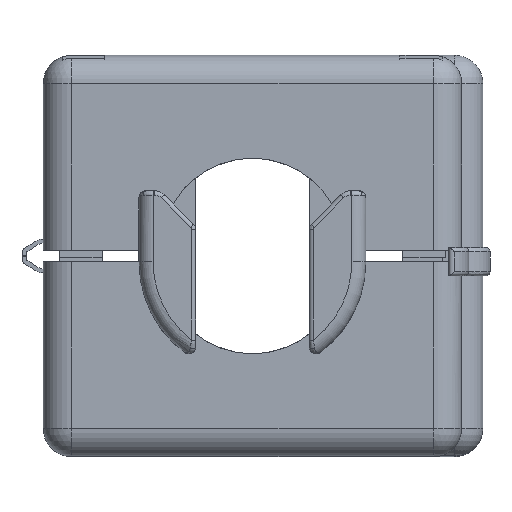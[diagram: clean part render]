
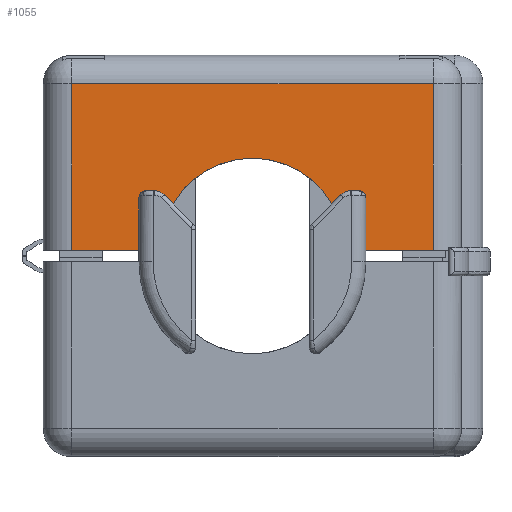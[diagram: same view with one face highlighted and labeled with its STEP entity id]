
A CAD part, left-side view. The second image highlights one B-rep face of the part: STEP entity #1055.
In plain terms, the highlighted face is planar.
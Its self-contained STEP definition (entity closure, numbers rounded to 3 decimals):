
#1055 = ADVANCED_FACE( '', ( #2853 ), #2854, .T. );
#2853 = FACE_OUTER_BOUND( '', #5364, .T. );
#2854 = PLANE( '', #5365 );
#5364 = EDGE_LOOP( '', ( #12791, #12792, #12793, #12794, #12795, #12796 ) );
#5365 = AXIS2_PLACEMENT_3D( '', #12797, #12798, #12799 );
#12791 = ORIENTED_EDGE( '', *, *, #15133, .F. );
#12792 = ORIENTED_EDGE( '', *, *, #15749, .F. );
#12793 = ORIENTED_EDGE( '', *, *, #15780, .F. );
#12794 = ORIENTED_EDGE( '', *, *, #15767, .T. );
#12795 = ORIENTED_EDGE( '', *, *, #15176, .T. );
#12796 = ORIENTED_EDGE( '', *, *, #15771, .T. );
#12797 = CARTESIAN_POINT( '', ( 15.5, -14.75, -13.75 ) );
#12798 = DIRECTION( '', ( 1., 0., 0. ) );
#12799 = DIRECTION( '', ( 0., 1., 0. ) );
#15133 = EDGE_CURVE( '', #18743, #18745, #18746, .T. );
#15176 = EDGE_CURVE( '', #18815, #18813, #18816, .T. );
#15749 = EDGE_CURVE( '', #19679, #18743, #19681, .T. );
#15767 = EDGE_CURVE( '', #19701, #18815, #19704, .F. );
#15771 = EDGE_CURVE( '', #18813, #18745, #19708, .T. );
#15780 = EDGE_CURVE( '', #19701, #19679, #19719, .T. );
#18743 = VERTEX_POINT( '', #26090 );
#18745 = VERTEX_POINT( '', #26093 );
#18746 = LINE( '', #26094, #26095 );
#18813 = VERTEX_POINT( '', #26194 );
#18815 = VERTEX_POINT( '', #26196 );
#18816 = LINE( '', #26197, #26198 );
#19679 = VERTEX_POINT( '', #27922 );
#19681 = CIRCLE( '', #27925, 6.5 );
#19701 = VERTEX_POINT( '', #27958 );
#19704 = LINE( '', #27961, #27962 );
#19708 = LINE( '', #27966, #27967 );
#19719 = LINE( '', #27981, #27982 );
#26090 = CARTESIAN_POINT( '', ( 15.5, 6.5, 0. ) );
#26093 = CARTESIAN_POINT( '', ( 15.5, 12.75, 0. ) );
#26094 = CARTESIAN_POINT( '', ( 15.5, -14.75, 0. ) );
#26095 = VECTOR( '', #29982, 1000. );
#26194 = CARTESIAN_POINT( '', ( 15.5, 12.75, -11.75 ) );
#26196 = CARTESIAN_POINT( '', ( 15.5, -12.75, -11.75 ) );
#26197 = CARTESIAN_POINT( '', ( 15.5, 14.75, -11.75 ) );
#26198 = VECTOR( '', #30062, 1000. );
#27922 = CARTESIAN_POINT( '', ( 15.5, -6.5, 0. ) );
#27925 = AXIS2_PLACEMENT_3D( '', #30587, #30588, #30589 );
#27958 = CARTESIAN_POINT( '', ( 15.5, -12.75, 0. ) );
#27961 = CARTESIAN_POINT( '', ( 15.5, -12.75, -13.75 ) );
#27962 = VECTOR( '', #30615, 1000. );
#27966 = CARTESIAN_POINT( '', ( 15.5, 12.75, -13.75 ) );
#27967 = VECTOR( '', #30625, 1000. );
#27981 = CARTESIAN_POINT( '', ( 15.5, -14.75, 0. ) );
#27982 = VECTOR( '', #30644, 1000. );
#29982 = DIRECTION( '', ( 0., 1., 0. ) );
#30062 = DIRECTION( '', ( 0., 1., 0. ) );
#30587 = CARTESIAN_POINT( '', ( 15.5, 0., 0. ) );
#30588 = DIRECTION( '', ( 1., 0., 0. ) );
#30589 = DIRECTION( '', ( 0., 1., 0. ) );
#30615 = DIRECTION( '', ( 0., 0., 1. ) );
#30625 = DIRECTION( '', ( 0., 0., 1. ) );
#30644 = DIRECTION( '', ( 0., 1., 0. ) );
